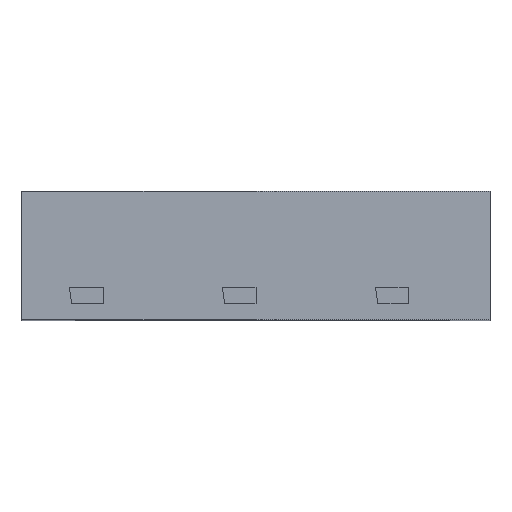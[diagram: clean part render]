
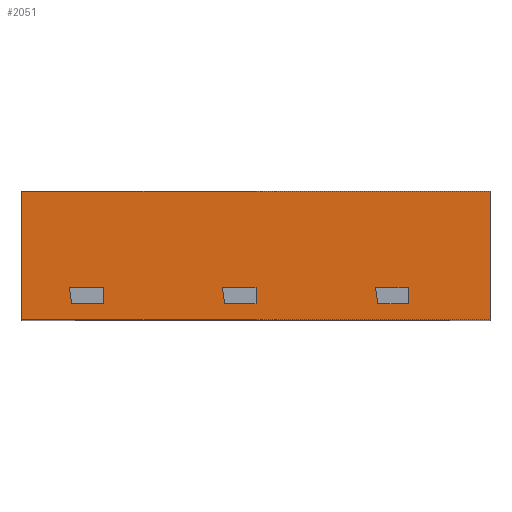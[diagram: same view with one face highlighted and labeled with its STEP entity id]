
A CAD part, top view. The second image highlights one B-rep face of the part: STEP entity #2051.
In plain terms, the highlighted planar face has unit normal (0, 0, 1).
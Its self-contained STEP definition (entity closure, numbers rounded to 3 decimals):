
#53=DIRECTION('',(1.,0.,0.));
#54=VECTOR('',#53,2.92);
#55=CARTESIAN_POINT('',(-1.46,0.,1.645));
#56=LINE('',#55,#54);
#439=DIRECTION('',(0.,1.,0.));
#440=VECTOR('',#439,0.8);
#441=CARTESIAN_POINT('',(1.46,0.,1.645));
#442=LINE('',#441,#440);
#446=DIRECTION('',(0.,1.,0.));
#447=VECTOR('',#446,0.8);
#448=CARTESIAN_POINT('',(-1.46,0.,1.645));
#449=LINE('',#448,#447);
#453=DIRECTION('',(1.,0.,0.));
#454=VECTOR('',#453,0.215);
#455=CARTESIAN_POINT('',(-1.165,0.2,1.645));
#456=LINE('',#455,#454);
#460=DIRECTION('',(0.148,-0.989,0.));
#461=VECTOR('',#460,0.101);
#462=CARTESIAN_POINT('',(-1.165,0.2,1.645));
#463=LINE('',#462,#461);
#467=DIRECTION('',(-1.,0.,0.));
#468=VECTOR('',#467,0.2);
#469=CARTESIAN_POINT('',(-0.95,0.1,1.645));
#470=LINE('',#469,#468);
#474=DIRECTION('',(0.,1.,0.));
#475=VECTOR('',#474,0.1);
#476=CARTESIAN_POINT('',(-0.95,0.1,1.645));
#477=LINE('',#476,#475);
#481=DIRECTION('',(1.,0.,0.));
#482=VECTOR('',#481,0.21);
#483=CARTESIAN_POINT('',(-0.21,0.2,1.645));
#484=LINE('',#483,#482);
#488=DIRECTION('',(0.148,-0.989,0.));
#489=VECTOR('',#488,0.101);
#490=CARTESIAN_POINT('',(-0.21,0.2,1.645));
#491=LINE('',#490,#489);
#495=DIRECTION('',(-1.,0.,0.));
#496=VECTOR('',#495,0.195);
#497=CARTESIAN_POINT('',(0.,0.1,1.645));
#498=LINE('',#497,#496);
#502=DIRECTION('',(0.,1.,0.));
#503=VECTOR('',#502,0.1);
#504=CARTESIAN_POINT('',(0.,0.1,1.645));
#505=LINE('',#504,#503);
#509=DIRECTION('',(1.,0.,0.));
#510=VECTOR('',#509,0.205);
#511=CARTESIAN_POINT('',(0.745,0.2,1.645));
#512=LINE('',#511,#510);
#516=DIRECTION('',(0.148,-0.989,0.));
#517=VECTOR('',#516,0.101);
#518=CARTESIAN_POINT('',(0.745,0.2,1.645));
#519=LINE('',#518,#517);
#523=DIRECTION('',(-1.,0.,0.));
#524=VECTOR('',#523,0.19);
#525=CARTESIAN_POINT('',(0.95,0.1,1.645));
#526=LINE('',#525,#524);
#530=DIRECTION('',(0.,1.,0.));
#531=VECTOR('',#530,0.1);
#532=CARTESIAN_POINT('',(0.95,0.1,1.645));
#533=LINE('',#532,#531);
#558=DIRECTION('',(1.,0.,0.));
#559=VECTOR('',#558,2.92);
#560=CARTESIAN_POINT('',(-1.46,0.8,1.645));
#561=LINE('',#560,#559);
#1553=CARTESIAN_POINT('',(-1.46,0.,1.645));
#1555=VERTEX_POINT('',#1553);
#1556=CARTESIAN_POINT('',(1.46,0.,1.645));
#1557=VERTEX_POINT('',#1556);
#1561=CARTESIAN_POINT('',(-1.46,0.8,1.645));
#1563=VERTEX_POINT('',#1561);
#1564=CARTESIAN_POINT('',(1.46,0.8,1.645));
#1565=VERTEX_POINT('',#1564);
#1592=CARTESIAN_POINT('',(-1.165,0.2,1.645));
#1593=CARTESIAN_POINT('',(-0.95,0.2,1.645));
#1594=VERTEX_POINT('',#1592);
#1595=VERTEX_POINT('',#1593);
#1596=CARTESIAN_POINT('',(-0.21,0.2,1.645));
#1597=CARTESIAN_POINT('',(0.,0.2,1.645));
#1598=VERTEX_POINT('',#1596);
#1599=VERTEX_POINT('',#1597);
#1600=CARTESIAN_POINT('',(0.745,0.2,1.645));
#1601=CARTESIAN_POINT('',(0.95,0.2,1.645));
#1602=VERTEX_POINT('',#1600);
#1603=VERTEX_POINT('',#1601);
#1640=CARTESIAN_POINT('',(0.95,0.1,1.645));
#1641=CARTESIAN_POINT('',(0.76,0.1,1.645));
#1642=VERTEX_POINT('',#1640);
#1643=VERTEX_POINT('',#1641);
#1644=CARTESIAN_POINT('',(0.,0.1,1.645));
#1645=CARTESIAN_POINT('',(-0.195,0.1,1.645));
#1646=VERTEX_POINT('',#1644);
#1647=VERTEX_POINT('',#1645);
#1648=CARTESIAN_POINT('',(-0.95,0.1,1.645));
#1649=CARTESIAN_POINT('',(-1.15,0.1,1.645));
#1650=VERTEX_POINT('',#1648);
#1651=VERTEX_POINT('',#1649);
#2009=CARTESIAN_POINT('',(-1.46,0.,1.645));
#2010=DIRECTION('',(0.,0.,1.));
#2011=DIRECTION('',(1.,0.,0.));
#2012=AXIS2_PLACEMENT_3D('',#2009,#2010,#2011);
#2013=PLANE('',#2012);
#2014=ORIENTED_EDGE('',*,*,#1835,.F.);
#2015=ORIENTED_EDGE('',*,*,#1946,.T.);
#2017=ORIENTED_EDGE('',*,*,#2016,.T.);
#2018=ORIENTED_EDGE('',*,*,#2001,.F.);
#2019=EDGE_LOOP('',(#2014,#2015,#2017,#2018));
#2020=FACE_OUTER_BOUND('',#2019,.F.);
#2022=ORIENTED_EDGE('',*,*,#2021,.F.);
#2024=ORIENTED_EDGE('',*,*,#2023,.T.);
#2026=ORIENTED_EDGE('',*,*,#2025,.F.);
#2028=ORIENTED_EDGE('',*,*,#2027,.T.);
#2029=EDGE_LOOP('',(#2022,#2024,#2026,#2028));
#2030=FACE_BOUND('',#2029,.F.);
#2032=ORIENTED_EDGE('',*,*,#2031,.F.);
#2034=ORIENTED_EDGE('',*,*,#2033,.T.);
#2036=ORIENTED_EDGE('',*,*,#2035,.F.);
#2038=ORIENTED_EDGE('',*,*,#2037,.T.);
#2039=EDGE_LOOP('',(#2032,#2034,#2036,#2038));
#2040=FACE_BOUND('',#2039,.F.);
#2042=ORIENTED_EDGE('',*,*,#2041,.F.);
#2044=ORIENTED_EDGE('',*,*,#2043,.T.);
#2046=ORIENTED_EDGE('',*,*,#2045,.F.);
#2048=ORIENTED_EDGE('',*,*,#2047,.T.);
#2049=EDGE_LOOP('',(#2042,#2044,#2046,#2048));
#2050=FACE_BOUND('',#2049,.F.);
#2051=ADVANCED_FACE('',(#2020,#2030,#2040,#2050),#2013,.T.);
#1835=EDGE_CURVE('',#1555,#1557,#56,.T.);
#1946=EDGE_CURVE('',#1555,#1563,#449,.T.);
#2001=EDGE_CURVE('',#1557,#1565,#442,.T.);
#2016=EDGE_CURVE('',#1563,#1565,#561,.T.);
#2021=EDGE_CURVE('',#1594,#1595,#456,.T.);
#2023=EDGE_CURVE('',#1594,#1651,#463,.T.);
#2025=EDGE_CURVE('',#1650,#1651,#470,.T.);
#2027=EDGE_CURVE('',#1650,#1595,#477,.T.);
#2031=EDGE_CURVE('',#1598,#1599,#484,.T.);
#2033=EDGE_CURVE('',#1598,#1647,#491,.T.);
#2035=EDGE_CURVE('',#1646,#1647,#498,.T.);
#2037=EDGE_CURVE('',#1646,#1599,#505,.T.);
#2041=EDGE_CURVE('',#1602,#1603,#512,.T.);
#2043=EDGE_CURVE('',#1602,#1643,#519,.T.);
#2045=EDGE_CURVE('',#1642,#1643,#526,.T.);
#2047=EDGE_CURVE('',#1642,#1603,#533,.T.);
